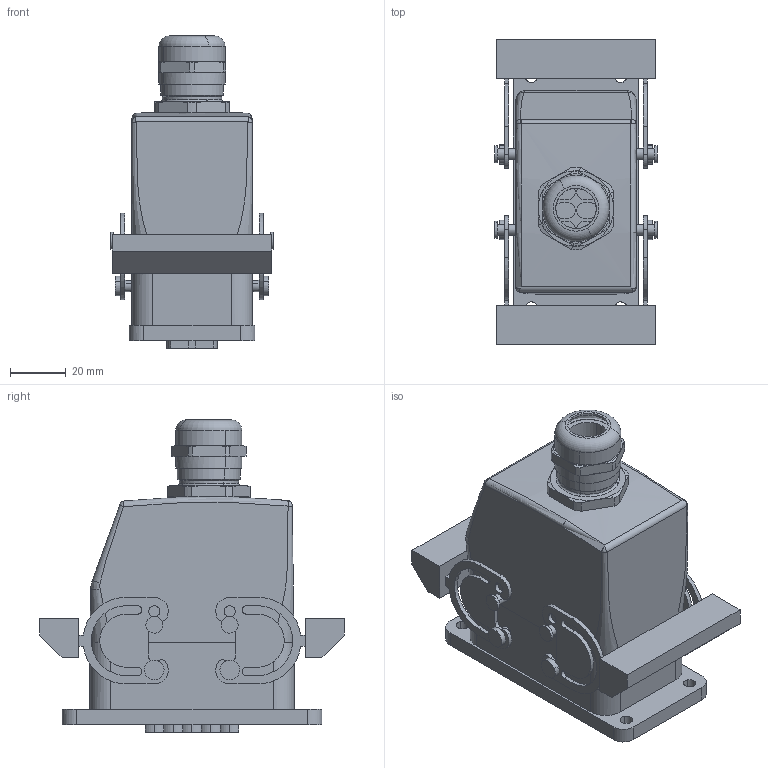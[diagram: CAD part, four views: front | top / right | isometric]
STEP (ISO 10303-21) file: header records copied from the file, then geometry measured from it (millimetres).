
FILE_DESCRIPTION(('CATIA V5 STEP Exchange','CAx-IF Rec.Pracs.--- Model Styling and Organization---1.4--- 2014-01-23'),'2;1');
FILE_NAME ('022143-3_3', '2019-10-28T10:22:54+00:00', ('none'), ('Weidmueller'), 'CATIA Version 5-6 Release 2016 SP3 HF44', 'CATIA V5 STEP AP214', 'none');
FILE_SCHEMA(('AUTOMOTIVE_DESIGN { 1 0 10303 214 1 1 1 1 }'));
Length unit declared in the file: millimetre
Products named in the file (1): 1802410000
Bounding box: 58 x 109 x 111.67 mm (x, y, z)
Volume: 175323 mm3; surface area: 101941.7 mm2
Topology: 8 solids, 16 shells, 4467 faces, 12651 edges, 8309 vertices
Faces by surface type: plane 2517, cylinder 1083, cone 466, torus 301, bspline 50, extrusion 34, revolution 8, sphere 8
Entity records: 149783 total; most frequent: CARTESIAN_POINT 43060, ORIENTED_EDGE 25288, DIRECTION 16852, EDGE_CURVE 12644, VERTEX_POINT 8307, VECTOR 7830, LINE 7796, AXIS2_PLACEMENT_3D 6002
